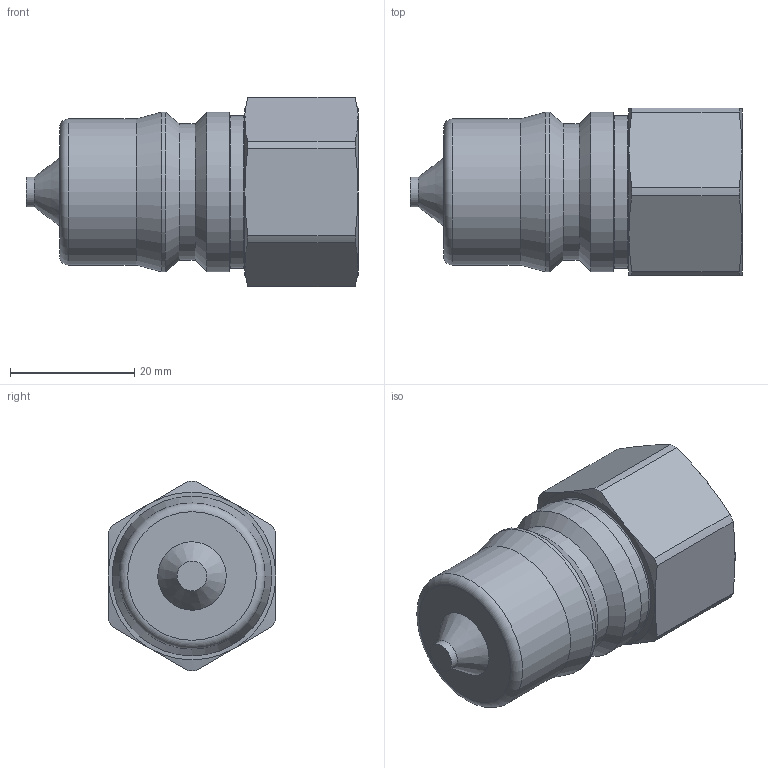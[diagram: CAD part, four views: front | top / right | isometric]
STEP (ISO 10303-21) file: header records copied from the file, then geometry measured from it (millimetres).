
FILE_DESCRIPTION((''),'2;1');
FILE_NAME('74sbiw21rvx.stp','2014-05-08T14:16:42',('IA176480'),(''),'Autodesk Inventor 2013','Autodesk Inventor 2013','');
FILE_SCHEMA(('AUTOMOTIVE_DESIGN { 1 0 10303 214 1 1 1 1 }'));
Length unit declared in the file: millimetre
Products named in the file (1): D107754
Bounding box: 53.42 x 27 x 30.45 mm (x, y, z)
Volume: 20711.2 mm3; surface area: 6188.6 mm2
Topology: 1 solids, 1 shells, 47 faces, 99 edges, 59 vertices
Faces by surface type: cone 17, cylinder 14, plane 13, torus 3
Full cylindrical faces by diameter (mm): 4.8 x1, 17.3 x1, 18.631 x1, 21.9 x1, 23.5 x1, 24.6 x1, 25.7 x2
Entity records: 1207 total; most frequent: CARTESIAN_POINT 234, DIRECTION 198, ORIENTED_EDGE 162, AXIS2_PLACEMENT_3D 93, EDGE_CURVE 81, EDGE_LOOP 68, VERTEX_POINT 57, FACE_OUTER_BOUND 47
